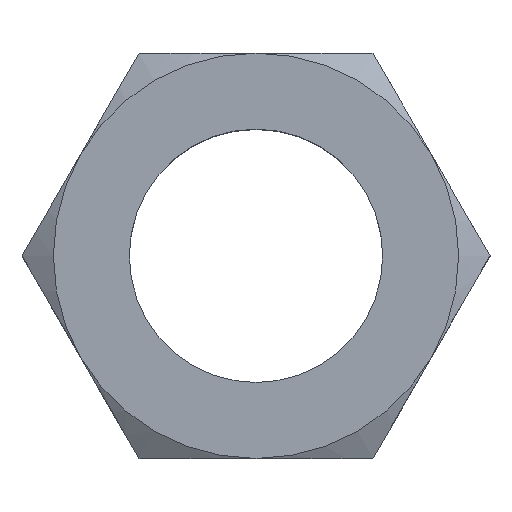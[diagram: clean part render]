
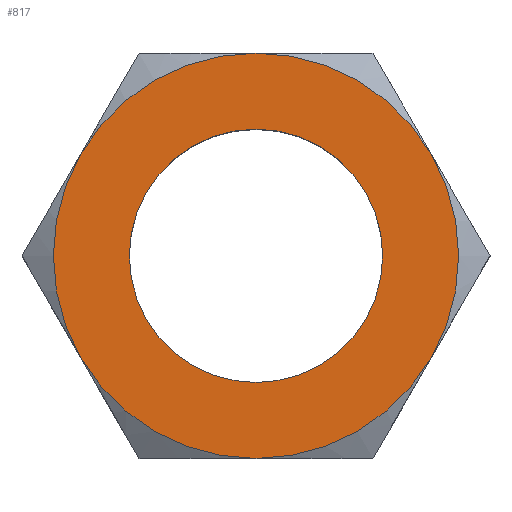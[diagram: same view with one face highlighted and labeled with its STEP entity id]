
A CAD part, top view. The second image highlights one B-rep face of the part: STEP entity #817.
In plain terms, the highlighted planar face has unit normal (0, 0, 1).
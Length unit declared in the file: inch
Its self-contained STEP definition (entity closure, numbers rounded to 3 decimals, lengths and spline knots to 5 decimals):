
#135=CARTESIAN_POINT('',(0.15625,0.,0.26563));
#136=VERTEX_POINT('',#135);
#137=CARTESIAN_POINT('',(0.0,0.,0.26563));
#138=DIRECTION('',(0.0,0.0,-1.0));
#139=DIRECTION('',(-1.0,0.0,0.0));
#140=AXIS2_PLACEMENT_3D('',#137,#138,#139);
#141=CIRCLE('',#140,0.15625);
#142=EDGE_CURVE('',#136,#136,#141,.T.);
#432=CARTESIAN_POINT('',(-0.21651,-0.125,0.26563));
#433=VERTEX_POINT('',#432);
#486=CARTESIAN_POINT('',(0.,-0.25,0.26563));
#487=VERTEX_POINT('',#486);
#533=CARTESIAN_POINT('',(0.21651,-0.125,0.26563));
#534=VERTEX_POINT('',#533);
#580=CARTESIAN_POINT('',(0.21651,0.125,0.26563));
#581=VERTEX_POINT('',#580);
#619=CARTESIAN_POINT('',(0.0,0.25,0.26563));
#620=VERTEX_POINT('',#619);
#634=CARTESIAN_POINT('',(-0.21651,0.125,0.26563));
#635=VERTEX_POINT('',#634);
#649=CARTESIAN_POINT('',(0.0,0.,0.26563));
#650=DIRECTION('',(0.0,0.0,1.0));
#651=DIRECTION('',(0.0,1.0,0.0));
#652=AXIS2_PLACEMENT_3D('',#649,#650,#651);
#653=CIRCLE('',#652,0.25);
#654=EDGE_CURVE('',#620,#635,#653,.T.);
#678=CARTESIAN_POINT('',(0.0,0.,0.26563));
#679=DIRECTION('',(0.0,0.0,1.0));
#680=DIRECTION('',(0.0,1.0,0.0));
#681=AXIS2_PLACEMENT_3D('',#678,#679,#680);
#682=CIRCLE('',#681,0.25);
#683=EDGE_CURVE('',#581,#620,#682,.T.);
#695=CARTESIAN_POINT('',(0.0,0.,0.26563));
#696=DIRECTION('',(0.0,0.0,1.0));
#697=DIRECTION('',(0.0,1.0,0.0));
#698=AXIS2_PLACEMENT_3D('',#695,#696,#697);
#699=CIRCLE('',#698,0.25);
#700=EDGE_CURVE('',#534,#581,#699,.T.);
#711=CARTESIAN_POINT('',(0.0,0.,0.26563));
#712=DIRECTION('',(0.0,0.0,1.0));
#713=DIRECTION('',(0.0,1.0,0.0));
#714=AXIS2_PLACEMENT_3D('',#711,#712,#713);
#715=CIRCLE('',#714,0.25);
#716=EDGE_CURVE('',#487,#534,#715,.T.);
#728=CARTESIAN_POINT('',(0.0,0.,0.26563));
#729=DIRECTION('',(0.0,0.0,1.0));
#730=DIRECTION('',(0.0,1.0,0.0));
#731=AXIS2_PLACEMENT_3D('',#728,#729,#730);
#732=CIRCLE('',#731,0.25);
#733=EDGE_CURVE('',#433,#487,#732,.T.);
#745=CARTESIAN_POINT('',(0.0,0.,0.26563));
#746=DIRECTION('',(0.0,0.0,1.0));
#747=DIRECTION('',(0.0,1.0,0.0));
#748=AXIS2_PLACEMENT_3D('',#745,#746,#747);
#749=CIRCLE('',#748,0.25);
#750=EDGE_CURVE('',#635,#433,#749,.T.);
#801=CARTESIAN_POINT('',(0.,0.,0.26563));
#802=DIRECTION('',(0.0,0.0,1.0));
#803=DIRECTION('',(1.0,0.0,0.0));
#804=AXIS2_PLACEMENT_3D('',#801,#802,#803);
#805=PLANE('',#804);
#806=ORIENTED_EDGE('',*,*,#750,.T.);
#807=ORIENTED_EDGE('',*,*,#733,.T.);
#808=ORIENTED_EDGE('',*,*,#716,.T.);
#809=ORIENTED_EDGE('',*,*,#700,.T.);
#810=ORIENTED_EDGE('',*,*,#683,.T.);
#811=ORIENTED_EDGE('',*,*,#654,.T.);
#812=EDGE_LOOP('',(#806,#807,#808,#809,#810,#811));
#813=FACE_OUTER_BOUND('',#812,.T.);
#814=ORIENTED_EDGE('',*,*,#142,.T.);
#815=EDGE_LOOP('',(#814));
#816=FACE_BOUND('',#815,.T.);
#817=ADVANCED_FACE('',(#813,#816),#805,.T.);
